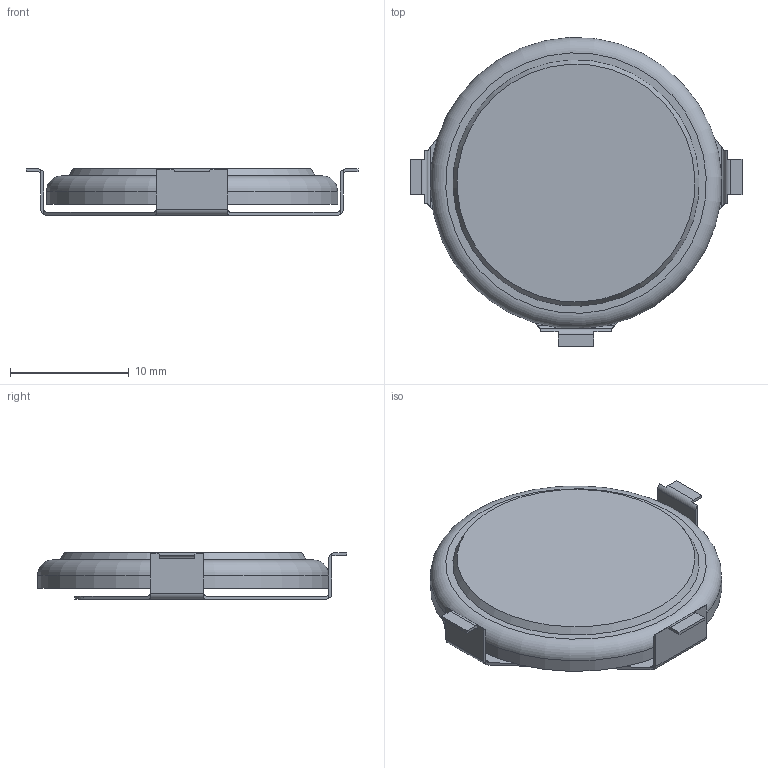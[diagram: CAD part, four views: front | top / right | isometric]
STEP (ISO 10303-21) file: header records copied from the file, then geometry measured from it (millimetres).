
FILE_DESCRIPTION(/* description */ ('Unknown'),/* implementation_level */ '2;1');
FILE_NAME(/* name */ 'adam_tech-BH-109B-5',/* time_stamp */ '2022-10-08T16:25:16-04:00',/* author */ ('Unknown'),/* organization */ ('Unknown'),/* preprocessor_version */ 'ST-DEVELOPER v16.7',/* originating_system */ 'Solid Edge',/* authorisation */ 'Unknown');
FILE_SCHEMA (('AUTOMOTIVE_DESIGN {1 0 10303 214 3 1 1}'));
Length unit declared in the file: millimetre
Products named in the file (3): adam_tech-BH-109B-5; CR2430
Assembly tree (2 placements, depth 2):
  adam_tech-BH-109B-5
    adam_tech-BH-109B-5
    CR2430
Bounding box: 27.9 x 25.98 x 3.9 mm (x, y, z)
Volume: 1398.5 mm3; surface area: 1938 mm2
Topology: 2 solids, 2 shells, 61 faces, 161 edges, 105 vertices
Faces by surface type: plane 42, cylinder 17, torus 1, cone 1
Full cylindrical faces by diameter (mm): 24.5 x1
Entity records: 1957 total; most frequent: DIRECTION 335, CARTESIAN_POINT 327, ORIENTED_EDGE 316, EDGE_CURVE 158, AXIS2_PLACEMENT_3D 113, LINE 109, VECTOR 109, VERTEX_POINT 105
